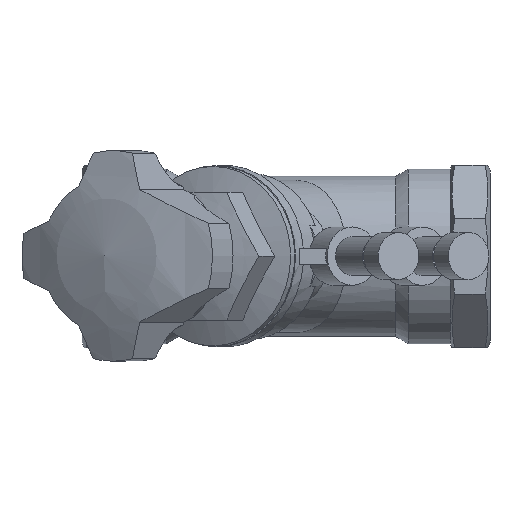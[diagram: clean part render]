
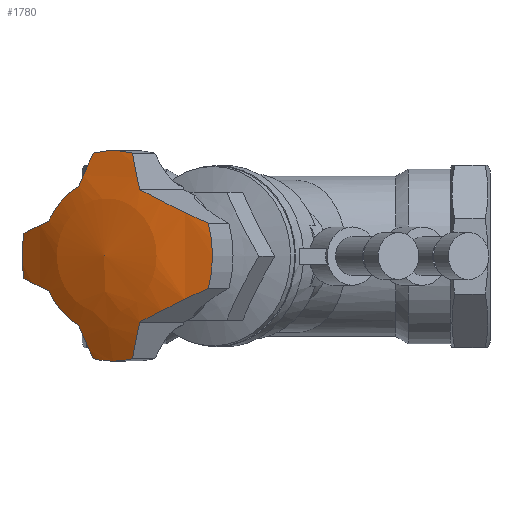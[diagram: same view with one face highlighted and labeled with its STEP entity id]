
A CAD part, top view. The second image highlights one B-rep face of the part: STEP entity #1780.
In plain terms, the highlighted spherical face has radius 100 mm.
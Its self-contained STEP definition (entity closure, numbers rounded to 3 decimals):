
#24=SPHERICAL_SURFACE('',#1991,100.);
#258=CIRCLE('',#1953,35.);
#259=CIRCLE('',#1955,97.262);
#260=CIRCLE('',#1957,98.469);
#262=CIRCLE('',#1960,32.5);
#263=CIRCLE('',#1962,98.469);
#264=CIRCLE('',#1964,98.469);
#266=CIRCLE('',#1967,32.5);
#267=CIRCLE('',#1969,98.469);
#268=CIRCLE('',#1971,98.469);
#270=CIRCLE('',#1974,32.5);
#271=CIRCLE('',#1976,98.469);
#272=CIRCLE('',#1978,97.262);
#280=CIRCLE('',#1988,24.);
#281=CIRCLE('',#1990,24.);
#757=ORIENTED_EDGE('',*,*,#1003,.F.);
#758=ORIENTED_EDGE('',*,*,#1007,.F.);
#759=ORIENTED_EDGE('',*,*,#1010,.F.);
#760=ORIENTED_EDGE('',*,*,#1042,.F.);
#761=ORIENTED_EDGE('',*,*,#1013,.F.);
#762=ORIENTED_EDGE('',*,*,#1017,.F.);
#763=ORIENTED_EDGE('',*,*,#1020,.F.);
#764=ORIENTED_EDGE('',*,*,#1043,.F.);
#765=ORIENTED_EDGE('',*,*,#1023,.F.);
#766=ORIENTED_EDGE('',*,*,#1027,.F.);
#767=ORIENTED_EDGE('',*,*,#1031,.F.);
#768=ORIENTED_EDGE('',*,*,#1033,.F.);
#769=ORIENTED_EDGE('',*,*,#995,.F.);
#770=ORIENTED_EDGE('',*,*,#1000,.F.);
#995=EDGE_CURVE('',#1190,#1191,#258,.T.);
#1000=EDGE_CURVE('',#1194,#1190,#259,.F.);
#1003=EDGE_CURVE('',#1197,#1194,#260,.F.);
#1007=EDGE_CURVE('',#1199,#1197,#262,.T.);
#1010=EDGE_CURVE('',#1201,#1199,#263,.F.);
#1013=EDGE_CURVE('',#1204,#1205,#264,.F.);
#1017=EDGE_CURVE('',#1207,#1204,#266,.T.);
#1020=EDGE_CURVE('',#1209,#1207,#267,.F.);
#1023=EDGE_CURVE('',#1212,#1213,#268,.F.);
#1027=EDGE_CURVE('',#1215,#1212,#270,.T.);
#1031=EDGE_CURVE('',#1218,#1215,#271,.F.);
#1033=EDGE_CURVE('',#1191,#1218,#272,.F.);
#1042=EDGE_CURVE('',#1205,#1201,#280,.T.);
#1043=EDGE_CURVE('',#1213,#1209,#281,.T.);
#1190=VERTEX_POINT('',#6084);
#1191=VERTEX_POINT('',#6086);
#1194=VERTEX_POINT('',#6169);
#1197=VERTEX_POINT('',#6226);
#1199=VERTEX_POINT('',#6233);
#1201=VERTEX_POINT('',#6292);
#1204=VERTEX_POINT('',#6349);
#1205=VERTEX_POINT('',#6351);
#1207=VERTEX_POINT('',#6357);
#1209=VERTEX_POINT('',#6418);
#1212=VERTEX_POINT('',#6475);
#1213=VERTEX_POINT('',#6477);
#1215=VERTEX_POINT('',#6483);
#1218=VERTEX_POINT('',#6546);
#1498=EDGE_LOOP('',(#757,#758,#759,#760,#761,#762,#763,#764,#765,#766,#767,
#768,#769,#770));
#1639=FACE_BOUND('',#1498,.T.);
#1780=ADVANCED_FACE('',(#1639),#24,.T.);
#1953=AXIS2_PLACEMENT_3D('',#6085,#2362,#2363);
#1955=AXIS2_PLACEMENT_3D('',#6170,#2369,#2370);
#1957=AXIS2_PLACEMENT_3D('',#6227,#2374,#2375);
#1960=AXIS2_PLACEMENT_3D('',#6234,#2382,#2383);
#1962=AXIS2_PLACEMENT_3D('',#6293,#2387,#2388);
#1964=AXIS2_PLACEMENT_3D('',#6350,#2392,#2393);
#1967=AXIS2_PLACEMENT_3D('',#6358,#2400,#2401);
#1969=AXIS2_PLACEMENT_3D('',#6419,#2405,#2406);
#1971=AXIS2_PLACEMENT_3D('',#6476,#2410,#2411);
#1974=AXIS2_PLACEMENT_3D('',#6484,#2418,#2419);
#1976=AXIS2_PLACEMENT_3D('',#6547,#2424,#2425);
#1978=AXIS2_PLACEMENT_3D('',#6627,#2428,#2429);
#1988=AXIS2_PLACEMENT_3D('',#6639,#2449,#2450);
#1990=AXIS2_PLACEMENT_3D('',#6641,#2453,#2454);
#1991=AXIS2_PLACEMENT_3D('',#6642,#2455,#2456);
#2362=DIRECTION('',(0.5,0.,-0.866));
#2363=DIRECTION('',(0.,1.,0.));
#2369=DIRECTION('',(-0.366,-0.906,-0.211));
#2370=DIRECTION('',(0.785,-0.423,0.453));
#2374=DIRECTION('',(-0.814,-0.342,-0.47));
#2375=DIRECTION('',(0.296,-0.94,0.171));
#2382=DIRECTION('',(0.5,0.,-0.866));
#2383=DIRECTION('',(0.,1.,0.));
#2387=DIRECTION('',(0.814,-0.342,0.47));
#2388=DIRECTION('',(0.296,0.94,0.171));
#2392=DIRECTION('',(0.296,-0.94,0.171));
#2393=DIRECTION('',(0.814,0.342,0.47));
#2400=DIRECTION('',(0.5,0.,-0.866));
#2401=DIRECTION('',(0.,1.,0.));
#2405=DIRECTION('',(0.296,0.94,0.171));
#2406=DIRECTION('',(-0.814,0.342,-0.47));
#2410=DIRECTION('',(0.814,0.342,0.47));
#2411=DIRECTION('',(-0.296,0.94,-0.171));
#2418=DIRECTION('',(0.5,0.,-0.866));
#2419=DIRECTION('',(0.,1.,0.));
#2424=DIRECTION('',(-0.814,0.342,-0.47));
#2425=DIRECTION('',(-0.296,-0.94,-0.171));
#2428=DIRECTION('',(-0.366,0.906,-0.211));
#2429=DIRECTION('',(-0.785,-0.423,-0.453));
#2449=DIRECTION('',(0.5,0.,-0.866));
#2450=DIRECTION('',(0.,1.,0.));
#2453=DIRECTION('',(0.5,0.,-0.866));
#2454=DIRECTION('',(0.,1.,0.));
#2455=DIRECTION('',(0.5,0.,-0.866));
#2456=DIRECTION('',(0.,-1.,0.));
#6084=CARTESIAN_POINT('',(-29.962,10.,118.978));
#6085=CARTESIAN_POINT('',(-59.009,0.,102.207));
#6086=CARTESIAN_POINT('',(-29.962,-10.,118.978));
#6169=CARTESIAN_POINT('',(-51.182,20.463,110.857));
#6170=CARTESIAN_POINT('',(-3.667,21.061,25.993));
#6226=CARTESIAN_POINT('',(-53.395,31.737,106.483));
#6227=CARTESIAN_POINT('',(2.015,5.962,29.273));
#6233=CARTESIAN_POINT('',(-65.52,31.737,99.483));
#6234=CARTESIAN_POINT('',(-59.457,0.,102.983));
#6292=CARTESIAN_POINT('',(-70.011,21.463,99.784));
#6293=CARTESIAN_POINT('',(-26.358,5.962,12.891));
#6349=CARTESIAN_POINT('',(-86.943,7.,87.115));
#6350=CARTESIAN_POINT('',(-17.335,16.381,18.101));
#6351=CARTESIAN_POINT('',(-79.298,10.739,94.422));
#6357=CARTESIAN_POINT('',(-86.943,-7.,87.115));
#6358=CARTESIAN_POINT('',(-59.457,0.,102.983));
#6418=CARTESIAN_POINT('',(-79.298,-10.739,94.422));
#6419=CARTESIAN_POINT('',(-17.335,-16.381,18.101));
#6475=CARTESIAN_POINT('',(-65.52,-31.737,99.483));
#6476=CARTESIAN_POINT('',(-26.358,-5.962,12.891));
#6477=CARTESIAN_POINT('',(-70.011,-21.463,99.784));
#6483=CARTESIAN_POINT('',(-53.395,-31.737,106.483));
#6484=CARTESIAN_POINT('',(-59.457,0.,102.983));
#6546=CARTESIAN_POINT('',(-51.182,-20.463,110.857));
#6547=CARTESIAN_POINT('',(2.015,-5.962,29.273));
#6627=CARTESIAN_POINT('',(-3.667,-21.061,25.993));
#6639=CARTESIAN_POINT('',(-60.71,0.,105.153));
#6641=CARTESIAN_POINT('',(-60.71,0.,105.153));
#6642=CARTESIAN_POINT('',(-12.172,0.,21.082));
